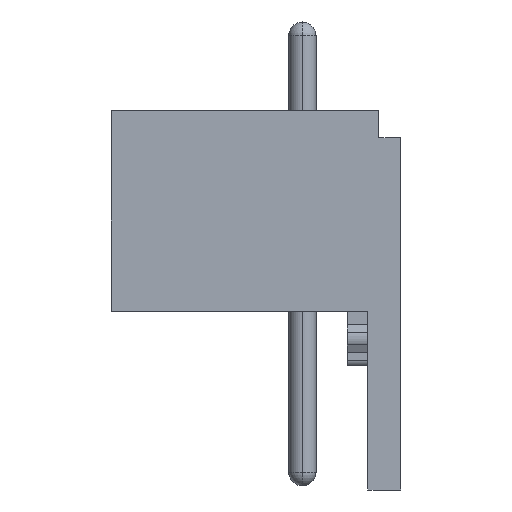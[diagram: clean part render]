
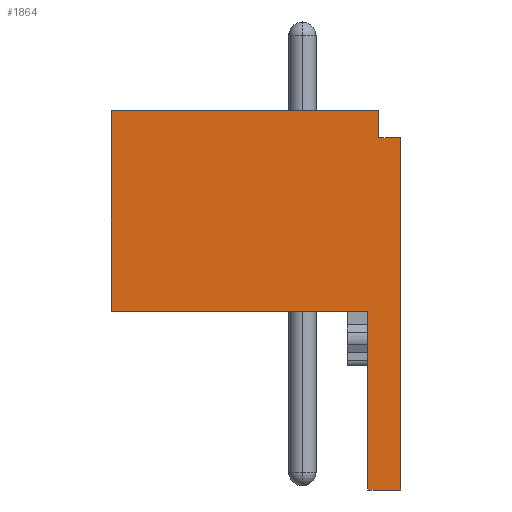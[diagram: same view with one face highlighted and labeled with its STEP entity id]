
A CAD part, front view. The second image highlights one B-rep face of the part: STEP entity #1864.
In plain terms, the highlighted planar face has unit normal (0, -1, 0).
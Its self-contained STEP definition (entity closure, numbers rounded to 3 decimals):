
#1=DIRECTION('',(1.,0.,0.));
#2=VECTOR('',#1,9.8);
#3=CARTESIAN_POINT('',(0.,0.,0.));
#4=LINE('',#3,#2);
#5=DIRECTION('',(0.,0.,-1.));
#6=VECTOR('',#5,1.);
#7=CARTESIAN_POINT('',(9.8,0.,0.));
#8=LINE('',#7,#6);
#9=DIRECTION('',(1.,0.,0.));
#10=VECTOR('',#9,0.8);
#11=CARTESIAN_POINT('',(9.8,0.,-1.));
#12=LINE('',#11,#10);
#13=DIRECTION('',(0.,0.,-1.));
#14=VECTOR('',#13,12.9);
#15=CARTESIAN_POINT('',(10.6,0.,-1.));
#16=LINE('',#15,#14);
#17=DIRECTION('',(-1.,0.,0.));
#18=VECTOR('',#17,1.2);
#19=CARTESIAN_POINT('',(10.6,0.,-13.9));
#20=LINE('',#19,#18);
#21=DIRECTION('',(0.,0.,1.));
#22=VECTOR('',#21,6.55);
#23=CARTESIAN_POINT('',(9.4,0.,-13.9));
#24=LINE('',#23,#22);
#25=DIRECTION('',(-1.,0.,0.));
#26=VECTOR('',#25,9.4);
#27=CARTESIAN_POINT('',(9.4,0.,-7.35));
#28=LINE('',#27,#26);
#29=DIRECTION('',(0.,0.,1.));
#30=VECTOR('',#29,7.35);
#31=CARTESIAN_POINT('',(0.,0.,-7.35));
#32=LINE('',#31,#30);
#1437=CARTESIAN_POINT('',(0.,0.,0.));
#1438=CARTESIAN_POINT('',(9.8,0.,0.));
#1439=VERTEX_POINT('',#1437);
#1440=VERTEX_POINT('',#1438);
#1441=CARTESIAN_POINT('',(9.8,0.,-1.));
#1442=VERTEX_POINT('',#1441);
#1443=CARTESIAN_POINT('',(10.6,0.,-1.));
#1444=VERTEX_POINT('',#1443);
#1445=CARTESIAN_POINT('',(10.6,0.,-13.9));
#1446=VERTEX_POINT('',#1445);
#1447=CARTESIAN_POINT('',(9.4,0.,-13.9));
#1448=VERTEX_POINT('',#1447);
#1449=CARTESIAN_POINT('',(9.4,0.,-7.35));
#1450=VERTEX_POINT('',#1449);
#1451=CARTESIAN_POINT('',(0.,0.,-7.35));
#1452=VERTEX_POINT('',#1451);
#1841=CARTESIAN_POINT('',(0.,0.,0.));
#1842=DIRECTION('',(0.,1.,0.));
#1843=DIRECTION('',(1.,0.,0.));
#1844=AXIS2_PLACEMENT_3D('',#1841,#1842,#1843);
#1845=PLANE('',#1844);
#1847=ORIENTED_EDGE('',*,*,#1846,.T.);
#1849=ORIENTED_EDGE('',*,*,#1848,.T.);
#1851=ORIENTED_EDGE('',*,*,#1850,.T.);
#1853=ORIENTED_EDGE('',*,*,#1852,.T.);
#1855=ORIENTED_EDGE('',*,*,#1854,.T.);
#1857=ORIENTED_EDGE('',*,*,#1856,.T.);
#1859=ORIENTED_EDGE('',*,*,#1858,.T.);
#1861=ORIENTED_EDGE('',*,*,#1860,.T.);
#1862=EDGE_LOOP('',(#1847,#1849,#1851,#1853,#1855,#1857,#1859,#1861));
#1863=FACE_OUTER_BOUND('',#1862,.F.);
#1864=ADVANCED_FACE('',(#1863),#1845,.F.);
#1846=EDGE_CURVE('',#1439,#1440,#4,.T.);
#1848=EDGE_CURVE('',#1440,#1442,#8,.T.);
#1850=EDGE_CURVE('',#1442,#1444,#12,.T.);
#1852=EDGE_CURVE('',#1444,#1446,#16,.T.);
#1854=EDGE_CURVE('',#1446,#1448,#20,.T.);
#1856=EDGE_CURVE('',#1448,#1450,#24,.T.);
#1858=EDGE_CURVE('',#1450,#1452,#28,.T.);
#1860=EDGE_CURVE('',#1452,#1439,#32,.T.);
